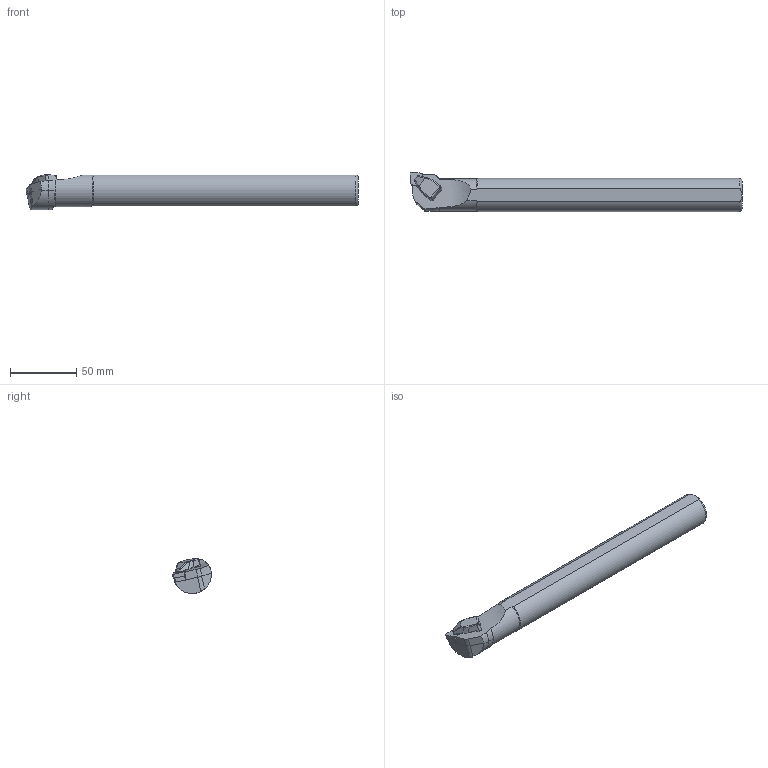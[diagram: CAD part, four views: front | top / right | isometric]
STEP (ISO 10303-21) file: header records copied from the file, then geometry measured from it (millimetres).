
FILE_DESCRIPTION(/* description */ (''),/* implementation_level */ '2;1');
FILE_NAME(/* name */ 'S25S-TCLNL-09.stp',/* time_stamp */ '2023-10-06T17:29:25+03:00',/* author */ (''),/* organization */ (''),/* preprocessor_version */ 'ST-DEVELOPER v19.4',/* originating_system */ 'SIEMENS PLM Software NX2306.3001',/* authorisation */ '');
FILE_SCHEMA (('AUTOMOTIVE_DESIGN { 1 0 10303 214 3 1 1 1 }'));
Length unit declared in the file: millimetre
Products named in the file (1): S25S-TCLNR-09
Bounding box: 249.96 x 29.47 x 26.47 mm (x, y, z)
Volume: 116092.8 mm3; surface area: 20983.5 mm2
Topology: 2 solids, 2 shells, 107 faces, 265 edges, 162 vertices
Faces by surface type: cylinder 48, plane 39, bspline 12, cone 3, torus 3, sphere 2
Full cylindrical faces by diameter (mm): 3.4 x1
Entity records: 3923 total; most frequent: CARTESIAN_POINT 1075, DIRECTION 526, ORIENTED_EDGE 518, EDGE_CURVE 259, AXIS2_PLACEMENT_3D 203, VERTEX_POINT 161, LINE 120, VECTOR 120
